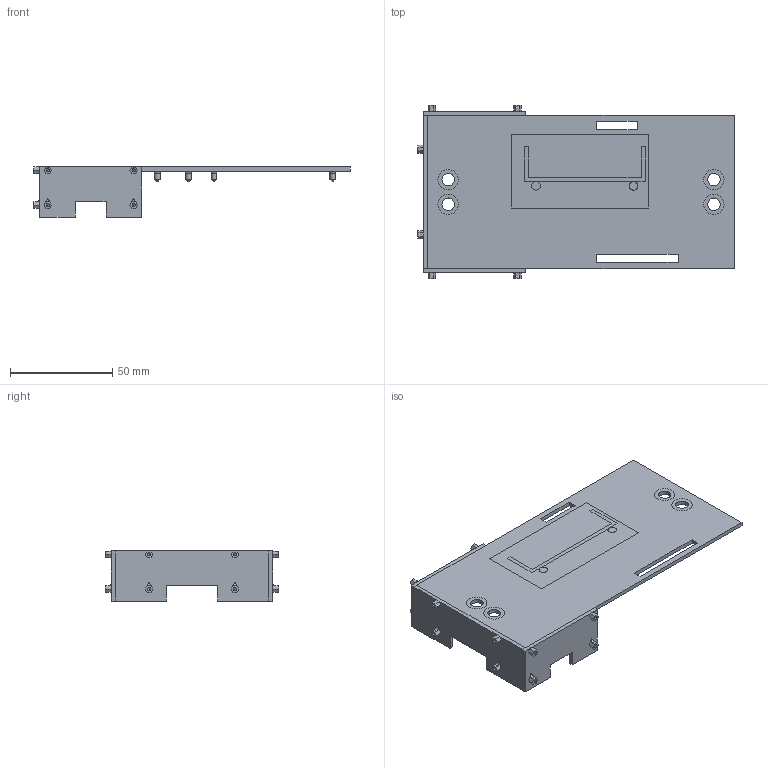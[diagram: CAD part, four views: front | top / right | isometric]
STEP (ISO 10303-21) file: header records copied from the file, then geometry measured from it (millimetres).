
FILE_DESCRIPTION(('FreeCAD Model'),'2;1');
FILE_NAME('Open CASCADE Shape Model','2024-08-09T14:33:55',(''),(''), 'Open CASCADE STEP processor 7.6','FreeCAD','Unknown');
FILE_SCHEMA(('AUTOMOTIVE_DESIGN { 1 0 10303 214 1 1 1 1 }'));
Length unit declared in the file: millimetre
Products named in the file (1): Body001
Bounding box: 154.9 x 84.8 x 24.51 mm (x, y, z)
Volume: 30096 mm3; surface area: 31823.4 mm2
Topology: 1 solids, 1 shells, 218 faces, 565 edges, 372 vertices
Faces by surface type: plane 151, cylinder 37, cone 20, torus 8, sphere 2
Full cylindrical faces by diameter (mm): 1.6 x12, 2.5 x4, 2.9 x4, 6.1 x4
Entity records: 6581 total; most frequent: CARTESIAN_POINT 1142, ORIENTED_EDGE 1102, DIRECTION 1093, EDGE_CURVE 551, LINE 447, VECTOR 447, VERTEX_POINT 372, AXIS2_PLACEMENT_3D 323
